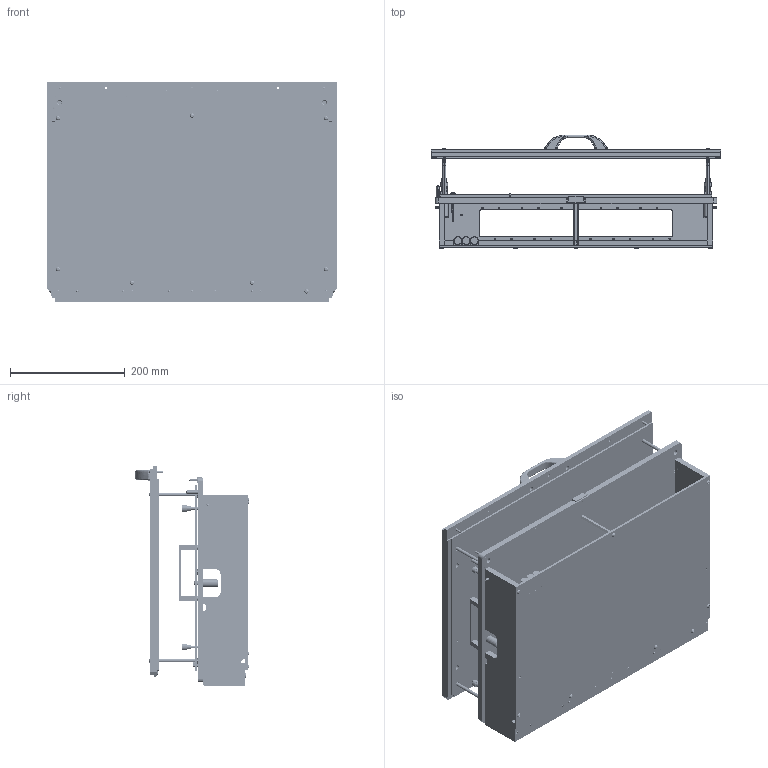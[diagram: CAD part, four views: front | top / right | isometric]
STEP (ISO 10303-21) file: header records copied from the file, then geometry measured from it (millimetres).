
FILE_DESCRIPTION (( 'STEP AP214' ), '1' );
FILE_NAME ('INGUN_59640.STEP', '2023-02-23T09:35:09', ( '' ), ( '' ), 'SwSTEP 2.0', 'SolidWorks 2021', '' );
FILE_SCHEMA (( 'AUTOMOTIVE_DESIGN' ));
Length unit declared in the file: millimetre
Products named in the file (51): 114124~0_S; DIN6325~n_03,0m6x024; 41899~3_flexiebel <S>; INGUN_59640; ISO7380~n_M03,0x006; 45867~5_S; 59644~1; DIN6325~n_06,0m6x030; 2229~6; 45876~3; GKS-114-0015__ADA~gks_Hub = 08,0 <S>; 41880~3; DIN7979~n_04,0m6x020M3; Gewindebuchse~n_M05-03,9 offen; 53731~0; 45875~3_S; 44393~2_S; DIN125~n_03,2 M03,0; 113166~0_S; 1607~1; DIN6325~n_04,0m6x014; 59643~4_ICT Stellung (kontaktiert)  <S>; 41369~1_S; 3699~0; 46869~0_S; DIN7991~n_M03,0x010 VA; Gewindebuchse~n_M04-09,5 offen; ISO7380~n_M04,0x020; 2196~6; 32293~0_S; 59642~4_S; 59641~3_S; 3917~3_M 3 A; DIN6325~n_04,0m6x016; 2393~0_S; 41367~6_S; SKB-II~skii_M4,0x73 St; 32457~0_S; KS-113-Master__ADA~ks_KS-113 23; DIN7991~n_M03,0x006 ...
Assembly tree (116 placements, depth 4):
  INGUN_59640
    59643~4_ICT Stellung (kontaktiert)  <S>
      41899~3_flexiebel <S>
        KS-113-Master__ADA~ks_KS-113 23
        GKS-114-0015__ADA~gks_Hub = 08,0 <S>
        53731~0
        3917~3_M 3 A
      59644~1_S
        59644~1
        Gewindebuchse~n_M04-09,5 offen  x4
      45875~3_S
        45875~3_S
        Gewindebuchse~n_M05-03,9 offen  x3
      45867~5_S
        45867~5_S
        DIN6325~n_04,0m6x016
      114124~0_S
        114124~0_S
        DIN6325~n_04,0m6x016
      45876~3
      44393~2_S
      45878~2_S
      43627~0_Hub 22,5mm<Standard>  x6
      2196~6  x2
      2229~6  x2
      46869~0_S  x4
      1607~1  x2
      32293~0_S
      41880~3
      113166~0_S
        3699~0
      41367~6_S  x3
      SKB-II~skii_M4,0x73 St
      ISO7380~n_M04,0x012  x24
      DIN7991~n_M03,0x010 VA
      DIN6325~n_03,0m6x016
      DIN6325~n_03,0m6x024
      DIN6325~n_04,0m6x016  x3
      DIN6325~n_04,0m6x014  x3
      DIN6325~n_06,0m6x030
      DIN7991~n_M03,0x006  x3
      ISO7380~n_M02,0x004  x7
    59641~3_S
      45716~1_flexibel <S>
        32457~0_S
        DIN7979~n_04,0m6x020M3  x2
        ISO7380~n_M03,0x006  x2
        41369~1_S  x4
        ISO7380~n_M04,0x020  x4
        DIN912~n_M03,0x012  x2
        2393~0_S  x2
        DIN125~n_03,2 M03,0  x2
      59642~4_S
Bounding box: 506 x 198.2 x 383 mm (x, y, z)
Volume: 6466481.8 mm3; surface area: 1661866.4 mm2
Topology: 109 solids, 109 shells, 3676 faces, 8705 edges, 5599 vertices
Faces by surface type: cylinder 1612, plane 1462, cone 344, torus 150, bspline 56, sphere 52
Entity records: 59486 total; most frequent: CARTESIAN_POINT 15989, DIRECTION 8895, ORIENTED_EDGE 7746, EDGE_CURVE 3873, AXIS2_PLACEMENT_3D 3505, VERTEX_POINT 2512, EDGE_LOOP 2067, LINE 1885
